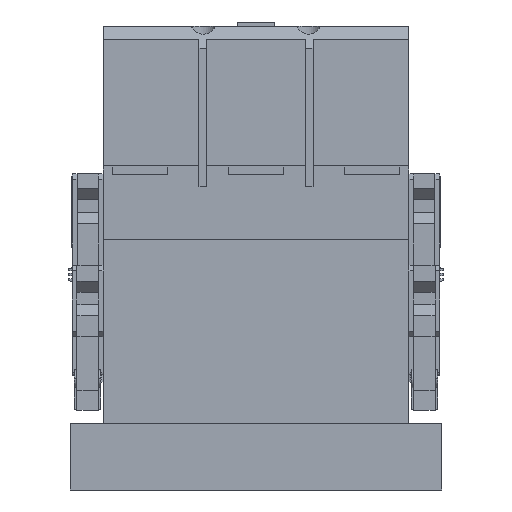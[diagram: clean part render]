
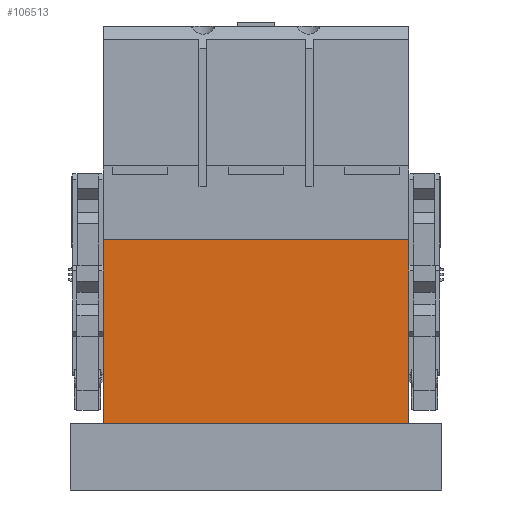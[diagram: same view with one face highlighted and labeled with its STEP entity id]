
A CAD part, front view. The second image highlights one B-rep face of the part: STEP entity #106513.
In plain terms, the highlighted planar face has unit normal (0, -1, 0).
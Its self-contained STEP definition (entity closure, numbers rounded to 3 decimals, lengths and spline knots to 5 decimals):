
#105669=DIRECTION('',(1.,0.,0.));
#105670=VECTOR('',#105669,0.1111);
#105671=CARTESIAN_POINT('',(-0.11373,-0.02715,-0.02128));
#105672=LINE('',#105671,#105670);
#105927=DIRECTION('',(1.,0.,0.));
#105928=VECTOR('',#105927,0.1111);
#105929=CARTESIAN_POINT('',(-0.11373,-0.02715,0.04543));
#105930=LINE('',#105929,#105928);
#105934=DIRECTION('',(0.,0.,-1.));
#105935=VECTOR('',#105934,0.0667);
#105936=CARTESIAN_POINT('',(-0.00263,-0.02715,0.04543));
#105937=LINE('',#105936,#105935);
#105955=DIRECTION('',(0.,0.,-1.));
#105956=VECTOR('',#105955,0.0667);
#105957=CARTESIAN_POINT('',(-0.11373,-0.02715,0.04543));
#105958=LINE('',#105957,#105956);
#106015=CARTESIAN_POINT('',(-0.11373,-0.02715,-0.02128));
#106016=CARTESIAN_POINT('',(-0.00263,-0.02715,-0.02128));
#106017=VERTEX_POINT('',#106015);
#106018=VERTEX_POINT('',#106016);
#106055=CARTESIAN_POINT('',(-0.11373,-0.02715,0.04543));
#106056=VERTEX_POINT('',#106055);
#106057=CARTESIAN_POINT('',(-0.00263,-0.02715,0.04543));
#106058=VERTEX_POINT('',#106057);
#106499=CARTESIAN_POINT('',(-0.11373,-0.02715,0.04543));
#106500=DIRECTION('',(0.,1.,0.));
#106501=DIRECTION('',(-1.,0.,0.));
#106502=AXIS2_PLACEMENT_3D('',#106499,#106500,#106501);
#106503=PLANE('',#106502);
#106504=ORIENTED_EDGE('',*,*,#106108,.F.);
#106506=ORIENTED_EDGE('',*,*,#106505,.F.);
#106508=ORIENTED_EDGE('',*,*,#106507,.T.);
#106510=ORIENTED_EDGE('',*,*,#106509,.T.);
#106511=EDGE_LOOP('',(#106504,#106506,#106508,#106510));
#106512=FACE_OUTER_BOUND('',#106511,.F.);
#106108=EDGE_CURVE('',#106017,#106018,#105672,.T.);
#106505=EDGE_CURVE('',#106056,#106017,#105958,.T.);
#106507=EDGE_CURVE('',#106056,#106058,#105930,.T.);
#106509=EDGE_CURVE('',#106058,#106018,#105937,.T.);
#106513=ADVANCED_FACE('',(#106512),#106503,.F.);
